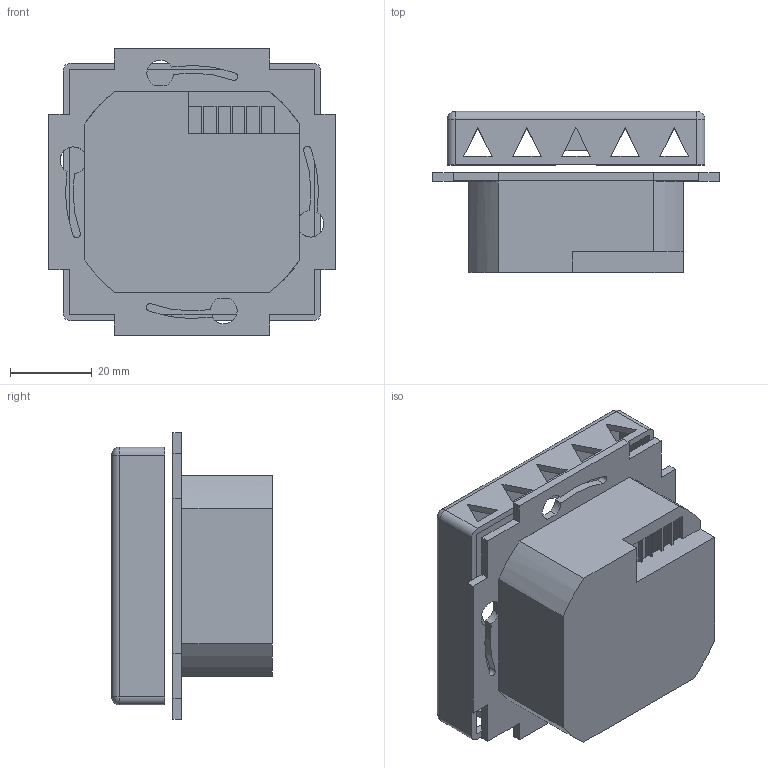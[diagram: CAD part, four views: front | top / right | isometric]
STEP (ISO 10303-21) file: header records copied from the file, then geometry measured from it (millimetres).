
FILE_DESCRIPTION(/* description */ ('','CAx-IF Rec.Pracs.---Representation and Presentation of Product Manufacturing Information (PMI)---4.0---2014-10-13'),/* implementation_level */ '2;1');
FILE_NAME(/* name */ 'UPgehaeuse v20.step',/* time_stamp */ '2025-03-26T16:58:11+01:00',/* author */ (''),/* organization */ (''),/* preprocessor_version */ 'ST-DEVELOPER v20',/* originating_system */ 'Autodesk Translation Framework v13.20.0.188',/* authorisation */ '');
FILE_SCHEMA (('AP242_MANAGED_MODEL_BASED_3D_ENGINEERING_MIM_LF { 1 0 10303 442 1 1 4 }'));
Length unit declared in the file: millimetre
Products named in the file (1): UPgehaeuse
Bounding box: 70 x 39.3 x 70 mm (x, y, z)
Volume: 27817.1 mm3; surface area: 33977.6 mm2
Topology: 3 solids, 3 shells, 219 faces, 635 edges, 418 vertices
Faces by surface type: plane 150, cylinder 62, sphere 4, cone 3
Full cylindrical faces by diameter (mm): 4.1 x2
Entity records: 7299 total; most frequent: CARTESIAN_POINT 1277, ORIENTED_EDGE 1270, DIRECTION 1210, EDGE_CURVE 635, LINE 496, VECTOR 496, VERTEX_POINT 418, AXIS2_PLACEMENT_3D 357
